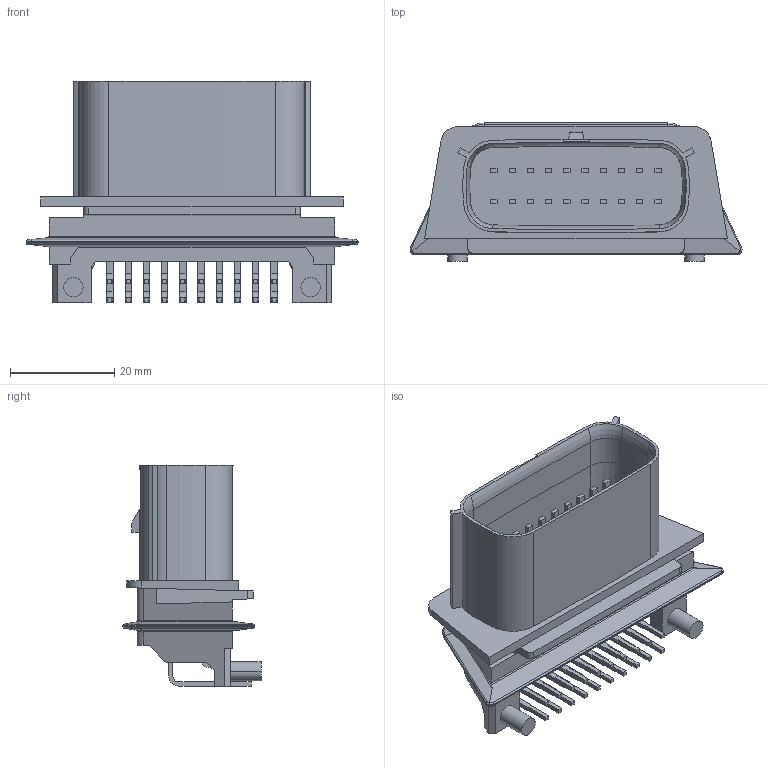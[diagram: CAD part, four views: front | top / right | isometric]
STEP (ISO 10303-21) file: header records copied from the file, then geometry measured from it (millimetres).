
FILE_DESCRIPTION((''),'2;1');
FILE_NAME('348302001','2014-10-30T',('me'),(''),'PRO/ENGINEER BY PARAMETRIC TECHNOLOGY CORPORATION, 2011490','PRO/ENGINEER BY PARAMETRIC TECHNOLOGY CORPORATION, 2011490','');
FILE_SCHEMA(('CONFIG_CONTROL_DESIGN'));
Length unit declared in the file: millimetre
Products named in the file (1): 348302001
Bounding box: 63.69 x 26.49 x 42.56 mm (x, y, z)
Volume: 12515.6 mm3; surface area: 14172.9 mm2
Topology: 1 solids, 1 shells, 568 faces, 1565 edges, 1044 vertices
Faces by surface type: plane 402, cylinder 130, torus 16, cone 12, bspline 8
Entity records: 18890 total; most frequent: CARTESIAN_POINT 4215, ORIENTED_EDGE 3042, DIRECTION 2955, EDGE_CURVE 1521, VECTOR 1183, LINE 1183, VERTEX_POINT 1000, AXIS2_PLACEMENT_3D 886
